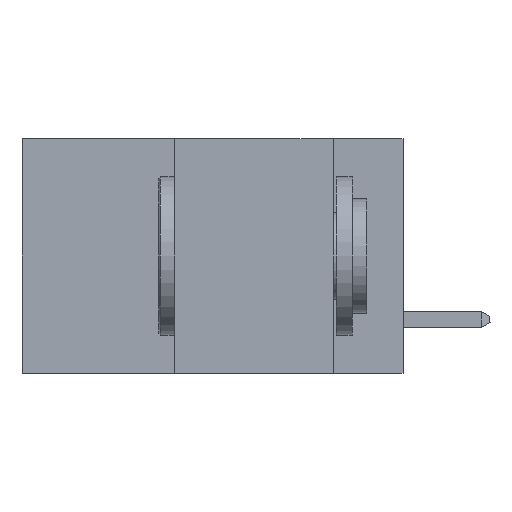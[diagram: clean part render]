
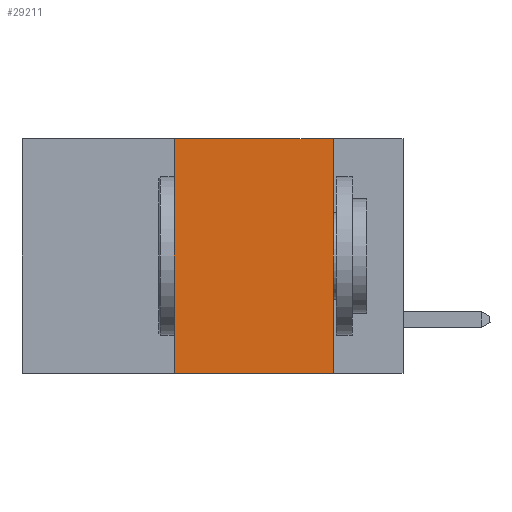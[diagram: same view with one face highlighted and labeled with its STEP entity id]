
A CAD part, left-side view. The second image highlights one B-rep face of the part: STEP entity #29211.
In plain terms, the highlighted planar face has unit normal (-1, 0, 0).
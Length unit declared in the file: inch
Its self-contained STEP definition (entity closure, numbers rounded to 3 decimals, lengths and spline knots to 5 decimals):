
#22 = CARTESIAN_POINT ( 'NONE',  ( 0., 0.6, 0. ) ) ;
#844 = EDGE_CURVE ( 'NONE', #47353, #27182, #5029, .T. ) ;
#1978 = LINE ( 'NONE', #23907, #23086 ) ;
#2514 = FACE_OUTER_BOUND ( 'NONE', #12754, .T. ) ;
#2918 = DIRECTION ( 'NONE',  ( 0., -1., 0. ) ) ;
#4708 = DIRECTION ( 'NONE',  ( 0., 0., 1. ) ) ;
#5029 = LINE ( 'NONE', #22, #9273 ) ;
#5977 = CARTESIAN_POINT ( 'NONE',  ( 0., 0.11, 0. ) ) ;
#6568 = ORIENTED_EDGE ( 'NONE', *, *, #27282, .F. ) ;
#7168 = DIRECTION ( 'NONE',  ( 0., 0., -1. ) ) ;
#8377 = VECTOR ( 'NONE', #7168, 39.37008 ) ;
#8559 = ORIENTED_EDGE ( 'NONE', *, *, #34003, .T. ) ;
#9273 = VECTOR ( 'NONE', #40984, 39.37008 ) ;
#10204 = PLANE ( 'NONE',  #21491 ) ;
#10862 = LINE ( 'NONE', #29611, #8377 ) ;
#11477 = CARTESIAN_POINT ( 'NONE',  ( 0., 0.36, -0.37 ) ) ;
#12754 = EDGE_LOOP ( 'NONE', ( #32619, #30672, #6568, #8559 ) ) ;
#14368 = CARTESIAN_POINT ( 'NONE',  ( 0., 0.6, -0.37 ) ) ;
#14781 = EDGE_CURVE ( 'NONE', #27182, #18331, #10862, .T. ) ;
#15575 = LINE ( 'NONE', #14368, #30079 ) ;
#18331 = VERTEX_POINT ( 'NONE', #47939 ) ;
#21491 = AXIS2_PLACEMENT_3D ( 'NONE', #40545, #44738, #44388 ) ;
#23086 = VECTOR ( 'NONE', #4708, 39.37008 ) ;
#23907 = CARTESIAN_POINT ( 'NONE',  ( 0., 0.36, 0. ) ) ;
#27182 = VERTEX_POINT ( 'NONE', #5977 ) ;
#27282 = EDGE_CURVE ( 'NONE', #43790, #47353, #1978, .T. ) ;
#29211 = ADVANCED_FACE ( 'NONE', ( #2514 ), #10204, .F. ) ;
#29611 = CARTESIAN_POINT ( 'NONE',  ( 0., 0.11, 0. ) ) ;
#30079 = VECTOR ( 'NONE', #2918, 39.37008 ) ;
#30672 = ORIENTED_EDGE ( 'NONE', *, *, #844, .F. ) ;
#32619 = ORIENTED_EDGE ( 'NONE', *, *, #14781, .F. ) ;
#34003 = EDGE_CURVE ( 'NONE', #43790, #18331, #15575, .T. ) ;
#35940 = CARTESIAN_POINT ( 'NONE',  ( 0., 0.36, 0. ) ) ;
#40545 = CARTESIAN_POINT ( 'NONE',  ( 0., 0.6, 0. ) ) ;
#40984 = DIRECTION ( 'NONE',  ( 0., -1., 0. ) ) ;
#43790 = VERTEX_POINT ( 'NONE', #11477 ) ;
#44388 = DIRECTION ( 'NONE',  ( 0., 0., -1. ) ) ;
#44738 = DIRECTION ( 'NONE',  ( 1., 0., 0. ) ) ;
#47353 = VERTEX_POINT ( 'NONE', #35940 ) ;
#47939 = CARTESIAN_POINT ( 'NONE',  ( 0., 0.11, -0.37 ) ) ;
